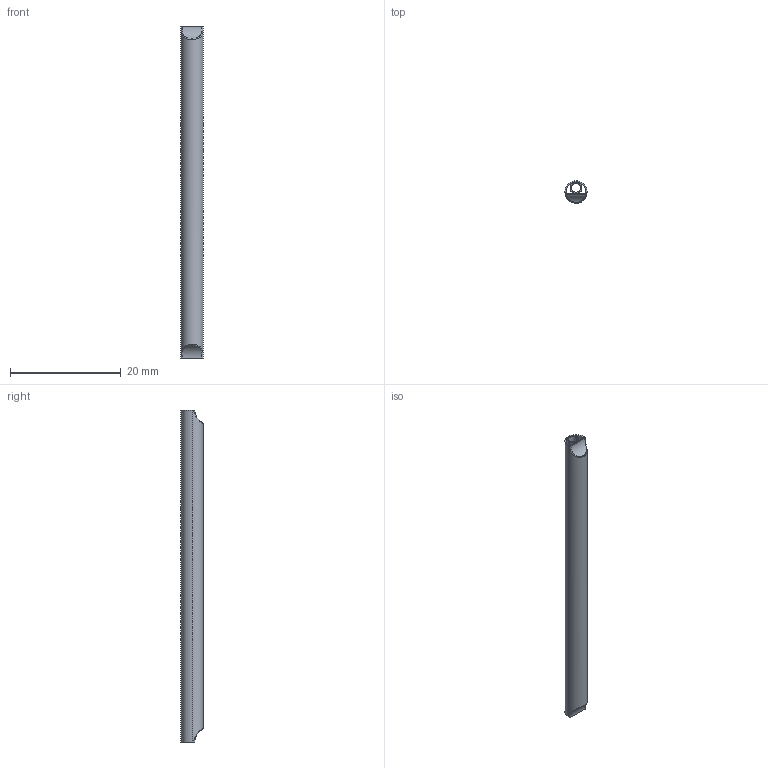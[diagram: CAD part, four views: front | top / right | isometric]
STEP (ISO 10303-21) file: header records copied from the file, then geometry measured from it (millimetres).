
FILE_DESCRIPTION (( 'STEP AP203' ), '1' );
FILE_NAME ('FOKDZS-60 ITK Êîìïëåêò äëÿ çàùèòû ñâàðêè, 60ìì.STEP', '2017-09-12T12:14:19', ( '' ), ( '' ), 'SwSTEP 2.0', 'SolidWorks 2014', '' );
FILE_SCHEMA (( 'CONFIG_CONTROL_DESIGN' ));
Length unit declared in the file: millimetre
Products named in the file (2): FOKDZS-60 ITK Êîìïëåêò äëÿ çàùèòû ñâàðêè, 60ìì
Bounding box: 4 x 4 x 60 mm (x, y, z)
Volume: 312 mm3; surface area: 2414.7 mm2
Topology: 3 solids, 3 shells, 22 faces, 48 edges, 32 vertices
Faces by surface type: cylinder 14, plane 6, bspline 2
Entity records: 1119 total; most frequent: CARTESIAN_POINT 464, DIRECTION 114, ORIENTED_EDGE 96, AXIS2_PLACEMENT_3D 50, EDGE_CURVE 48, VERTEX_POINT 32, CIRCLE 28, EDGE_LOOP 26
